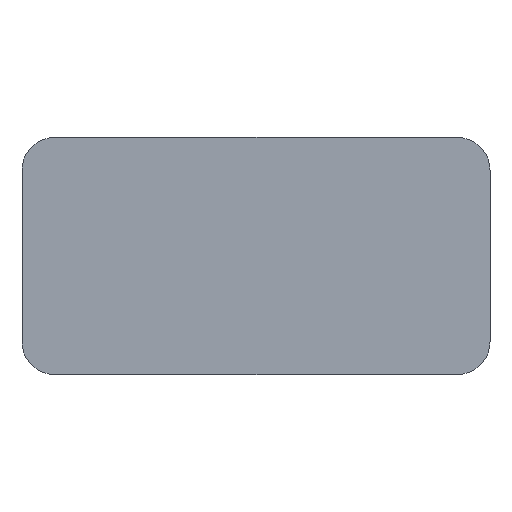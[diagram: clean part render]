
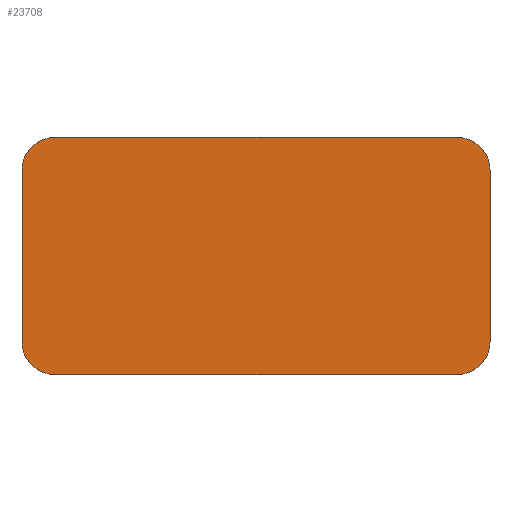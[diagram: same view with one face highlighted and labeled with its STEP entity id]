
A CAD part, front view. The second image highlights one B-rep face of the part: STEP entity #23708.
In plain terms, the highlighted planar face has unit normal (0, -1, 0).
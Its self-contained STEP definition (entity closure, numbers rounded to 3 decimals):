
#1101=CIRCLE('',#25750,5.);
#1102=CIRCLE('',#25753,5.);
#1103=CIRCLE('',#25756,5.);
#1104=CIRCLE('',#25759,5.);
#2664=FACE_OUTER_BOUND('',#4243,.T.);
#4243=EDGE_LOOP('',(#21223,#21224,#21225,#21226,#21227,#21228,#21229,#21230));
#6863=LINE('',#38884,#9467);
#6866=LINE('',#38892,#9470);
#6869=LINE('',#38900,#9473);
#6871=LINE('',#38906,#9475);
#9467=VECTOR('',#32085,10.);
#9470=VECTOR('',#32094,10.);
#9473=VECTOR('',#32103,10.);
#9475=VECTOR('',#32111,10.);
#11634=VERTEX_POINT('',#38876);
#11635=VERTEX_POINT('',#38878);
#11636=VERTEX_POINT('',#38882);
#11637=VERTEX_POINT('',#38886);
#11638=VERTEX_POINT('',#38890);
#11639=VERTEX_POINT('',#38894);
#11640=VERTEX_POINT('',#38898);
#11641=VERTEX_POINT('',#38902);
#14834=EDGE_CURVE('',#11635,#11634,#1101,.T.);
#14837=EDGE_CURVE('',#11634,#11636,#6863,.T.);
#14839=EDGE_CURVE('',#11636,#11637,#1102,.T.);
#14841=EDGE_CURVE('',#11637,#11638,#6866,.T.);
#14843=EDGE_CURVE('',#11638,#11639,#1103,.T.);
#14845=EDGE_CURVE('',#11639,#11640,#6869,.T.);
#14847=EDGE_CURVE('',#11640,#11641,#1104,.T.);
#14848=EDGE_CURVE('',#11641,#11635,#6871,.T.);
#21223=ORIENTED_EDGE('',*,*,#14839,.T.);
#21224=ORIENTED_EDGE('',*,*,#14841,.T.);
#21225=ORIENTED_EDGE('',*,*,#14843,.T.);
#21226=ORIENTED_EDGE('',*,*,#14845,.T.);
#21227=ORIENTED_EDGE('',*,*,#14847,.T.);
#21228=ORIENTED_EDGE('',*,*,#14848,.T.);
#21229=ORIENTED_EDGE('',*,*,#14834,.T.);
#21230=ORIENTED_EDGE('',*,*,#14837,.T.);
#22422=PLANE('',#25761);
#23708=ADVANCED_FACE('',(#2664),#22422,.T.);
#25750=AXIS2_PLACEMENT_3D('',#38879,#32079,#32080);
#25753=AXIS2_PLACEMENT_3D('',#38888,#32089,#32090);
#25756=AXIS2_PLACEMENT_3D('',#38896,#32098,#32099);
#25759=AXIS2_PLACEMENT_3D('',#38904,#32107,#32108);
#25761=AXIS2_PLACEMENT_3D('',#38907,#32112,#32113);
#32079=DIRECTION('center_axis',(0.,-1.,0.));
#32080=DIRECTION('ref_axis',(0.,0.,-1.));
#32085=DIRECTION('',(0.,0.,1.));
#32089=DIRECTION('center_axis',(0.,-1.,0.));
#32090=DIRECTION('ref_axis',(1.,0.,0.));
#32094=DIRECTION('',(-1.,0.,0.));
#32098=DIRECTION('center_axis',(0.,-1.,0.));
#32099=DIRECTION('ref_axis',(0.,0.,1.));
#32103=DIRECTION('',(0.,0.,-1.));
#32107=DIRECTION('center_axis',(0.,-1.,0.));
#32108=DIRECTION('ref_axis',(-1.,0.,0.));
#32111=DIRECTION('',(1.,0.,0.));
#32112=DIRECTION('center_axis',(0.,-1.,0.));
#32113=DIRECTION('ref_axis',(1.,0.,0.));
#38876=CARTESIAN_POINT('',(35.502,11.5,-13.27));
#38878=CARTESIAN_POINT('',(30.502,11.5,-18.27));
#38879=CARTESIAN_POINT('Origin',(30.502,11.5,-13.27));
#38882=CARTESIAN_POINT('',(35.502,11.5,12.73));
#38884=CARTESIAN_POINT('',(35.502,11.5,-13.27));
#38886=CARTESIAN_POINT('',(30.502,11.5,17.73));
#38888=CARTESIAN_POINT('Origin',(30.502,11.5,12.73));
#38890=CARTESIAN_POINT('',(-30.498,11.5,17.73));
#38892=CARTESIAN_POINT('',(30.502,11.5,17.73));
#38894=CARTESIAN_POINT('',(-35.498,11.5,12.73));
#38896=CARTESIAN_POINT('Origin',(-30.498,11.5,12.73));
#38898=CARTESIAN_POINT('',(-35.498,11.5,-13.27));
#38900=CARTESIAN_POINT('',(-35.498,11.5,12.73));
#38902=CARTESIAN_POINT('',(-30.498,11.5,-18.27));
#38904=CARTESIAN_POINT('Origin',(-30.498,11.5,-13.27));
#38906=CARTESIAN_POINT('',(-30.498,11.5,-18.27));
#38907=CARTESIAN_POINT('Origin',(0.002,11.5,-0.27));
